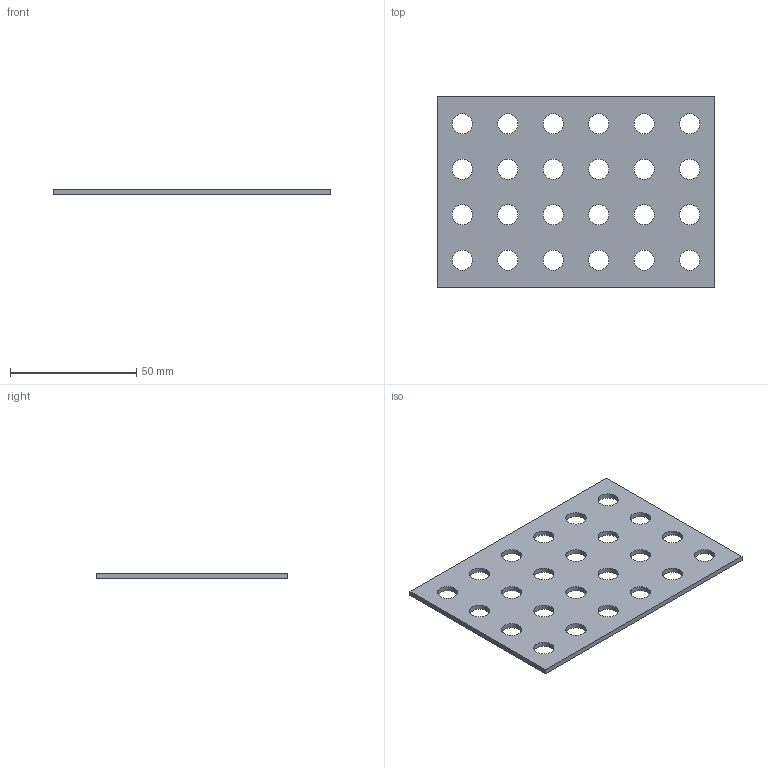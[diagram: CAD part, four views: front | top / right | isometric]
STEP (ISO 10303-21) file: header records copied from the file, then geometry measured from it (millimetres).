
FILE_DESCRIPTION(/* description */ (''),/* implementation_level */ '2;1');
FILE_NAME(/* name */ 'Magnet_Riser v2.step',/* time_stamp */ '2024-08-26T07:38:46-04:00',/* author */ (''),/* organization */ (''),/* preprocessor_version */ 'ST-DEVELOPER v20',/* originating_system */ 'Autodesk Translation Framework v13.14.0.145',/* authorisation */ '');
FILE_SCHEMA (('AUTOMOTIVE_DESIGN { 1 0 10303 214 3 1 1 }'));
Length unit declared in the file: millimetre
Products named in the file (1): Magnet_Riser
Bounding box: 110 x 76 x 2 mm (x, y, z)
Volume: 14307.3 mm3; surface area: 16257.6 mm2
Topology: 1 solids, 1 shells, 30 faces, 84 edges, 56 vertices
Faces by surface type: cylinder 24, plane 6
Full cylindrical faces by diameter (mm): 8 x24
Entity records: 1125 total; most frequent: DIRECTION 194, CARTESIAN_POINT 171, ORIENTED_EDGE 168, EDGE_CURVE 84, AXIS2_PLACEMENT_3D 79, EDGE_LOOP 78, VERTEX_POINT 56, FACE_BOUND 48
